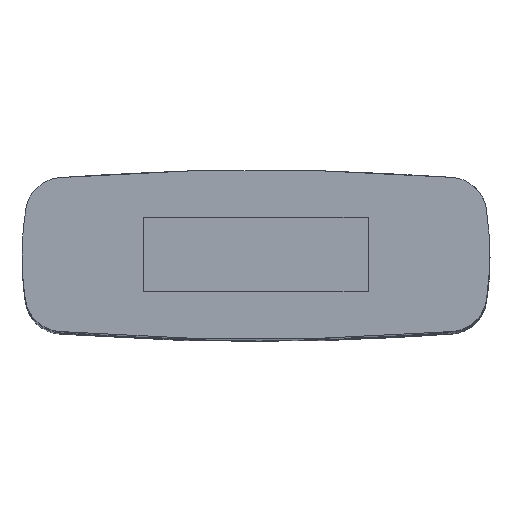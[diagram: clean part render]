
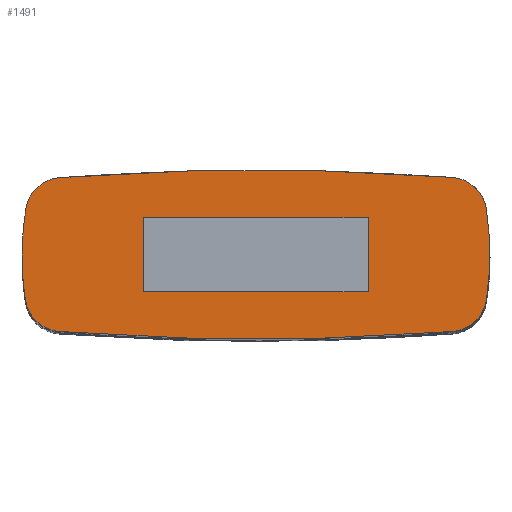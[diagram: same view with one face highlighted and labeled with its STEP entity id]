
A CAD part, top view. The second image highlights one B-rep face of the part: STEP entity #1491.
In plain terms, the highlighted planar face has unit normal (0, 0, 1).
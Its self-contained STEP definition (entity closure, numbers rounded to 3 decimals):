
#32=CARTESIAN_POINT('',(26.251,10.296,200.));
#33=VERTEX_POINT('',#32);
#225=CARTESIAN_POINT('',(-26.186,10.273,200.));
#226=VERTEX_POINT('',#225);
#233=CARTESIAN_POINT('',(0.179,-332.907,200.));
#234=DIRECTION('',(0.,0.,1.));
#235=DIRECTION('',(1.,0.,-0.));
#236=AXIS2_PLACEMENT_3D('',#233,#234,#235);
#237=CIRCLE('',#236,344.192);
#238=EDGE_CURVE('',#33,#226,#237,.T.);
#349=CARTESIAN_POINT('',(26.269,-10.306,200.));
#350=VERTEX_POINT('',#349);
#357=CARTESIAN_POINT('',(-26.251,-10.307,200.));
#358=VERTEX_POINT('',#357);
#359=CARTESIAN_POINT('',(-0.,332.859,200.));
#360=DIRECTION('',(0.,0.,1.));
#361=DIRECTION('',(1.,0.,-0.));
#362=AXIS2_PLACEMENT_3D('',#359,#360,#361);
#363=CIRCLE('',#362,344.169);
#364=EDGE_CURVE('',#358,#350,#363,.T.);
#468=CARTESIAN_POINT('',(-31.259,-0.226,200.));
#469=VERTEX_POINT('',#468);
#476=CARTESIAN_POINT('',(-30.735,6.109,200.));
#477=VERTEX_POINT('',#476);
#478=CARTESIAN_POINT('',(7.319,-0.226,200.));
#479=DIRECTION('',(0.,0.,1.));
#480=DIRECTION('',(1.,0.,-0.));
#481=AXIS2_PLACEMENT_3D('',#478,#479,#480);
#482=CIRCLE('',#481,38.578);
#483=EDGE_CURVE('',#477,#469,#482,.T.);
#535=CARTESIAN_POINT('',(-25.803,5.288,200.));
#536=DIRECTION('',(0.,0.,1.));
#537=DIRECTION('',(1.,0.,-0.));
#538=AXIS2_PLACEMENT_3D('',#535,#536,#537);
#539=CIRCLE('',#538,5.);
#540=EDGE_CURVE('',#226,#477,#539,.T.);
#601=CARTESIAN_POINT('',(-30.812,-6.081,200.));
#602=VERTEX_POINT('',#601);
#617=CARTESIAN_POINT('',(-25.87,-5.322,200.));
#618=DIRECTION('',(0.,0.,1.));
#619=DIRECTION('',(1.,0.,-0.));
#620=AXIS2_PLACEMENT_3D('',#617,#618,#619);
#621=CIRCLE('',#620,5.);
#622=EDGE_CURVE('',#602,#358,#621,.T.);
#1296=CARTESIAN_POINT('',(30.826,-6.104,200.));
#1297=VERTEX_POINT('',#1296);
#1318=CARTESIAN_POINT('',(30.808,6.108,200.));
#1319=VERTEX_POINT('',#1318);
#1326=CARTESIAN_POINT('',(-7.32,-0.054,200.));
#1327=DIRECTION('',(0.,0.,1.));
#1328=DIRECTION('',(1.,0.,-0.));
#1329=AXIS2_PLACEMENT_3D('',#1326,#1327,#1328);
#1330=CIRCLE('',#1329,38.623);
#1331=EDGE_CURVE('',#1297,#1319,#1330,.T.);
#1374=CARTESIAN_POINT('',(25.888,-5.321,200.));
#1375=DIRECTION('',(0.,0.,1.));
#1376=DIRECTION('',(1.,0.,-0.));
#1377=AXIS2_PLACEMENT_3D('',#1374,#1375,#1376);
#1378=CIRCLE('',#1377,5.);
#1379=EDGE_CURVE('',#350,#1297,#1378,.T.);
#1425=CARTESIAN_POINT('',(25.872,5.31,200.));
#1426=DIRECTION('',(0.,0.,1.));
#1427=DIRECTION('',(1.,0.,-0.));
#1428=AXIS2_PLACEMENT_3D('',#1425,#1426,#1427);
#1429=CIRCLE('',#1428,5.);
#1430=EDGE_CURVE('',#1319,#33,#1429,.T.);
#1435=CARTESIAN_POINT('',(0.,0.,200.));
#1436=DIRECTION('',(0.,0.,1.));
#1437=DIRECTION('',(1.,0.,0.));
#1438=AXIS2_PLACEMENT_3D('',#1435,#1436,#1437);
#1439=PLANE('',#1438);
#1440=CARTESIAN_POINT('',(-15.,-5.,200.));
#1441=VERTEX_POINT('',#1440);
#1442=CARTESIAN_POINT('',(15.,-5.,200.));
#1443=VERTEX_POINT('',#1442);
#1444=CARTESIAN_POINT('',(-15.,-5.,200.));
#1445=DIRECTION('',(1.,0.,-0.));
#1446=VECTOR('',#1445,30.);
#1447=LINE('',#1444,#1446);
#1448=EDGE_CURVE('',#1441,#1443,#1447,.T.);
#1449=ORIENTED_EDGE('',*,*,#1448,.F.);
#1450=CARTESIAN_POINT('',(-15.,5.,200.));
#1451=VERTEX_POINT('',#1450);
#1452=CARTESIAN_POINT('',(-15.,5.,200.));
#1453=DIRECTION('',(0.,-1.,0.));
#1454=VECTOR('',#1453,10.);
#1455=LINE('',#1452,#1454);
#1456=EDGE_CURVE('',#1451,#1441,#1455,.T.);
#1457=ORIENTED_EDGE('',*,*,#1456,.F.);
#1458=CARTESIAN_POINT('',(15.,5.,200.));
#1459=VERTEX_POINT('',#1458);
#1460=CARTESIAN_POINT('',(15.,5.,200.));
#1461=DIRECTION('',(-1.,0.,0.));
#1462=VECTOR('',#1461,30.);
#1463=LINE('',#1460,#1462);
#1464=EDGE_CURVE('',#1459,#1451,#1463,.T.);
#1465=ORIENTED_EDGE('',*,*,#1464,.F.);
#1466=CARTESIAN_POINT('',(15.,-5.,200.));
#1467=DIRECTION('',(0.,1.,0.));
#1468=VECTOR('',#1467,10.);
#1469=LINE('',#1466,#1468);
#1470=EDGE_CURVE('',#1443,#1459,#1469,.T.);
#1471=ORIENTED_EDGE('',*,*,#1470,.F.);
#1472=EDGE_LOOP('',(#1449,#1457,#1465,#1471));
#1473=FACE_BOUND('',#1472,.T.);
#1474=ORIENTED_EDGE('',*,*,#483,.T.);
#1475=CARTESIAN_POINT('',(7.319,-0.226,200.));
#1476=DIRECTION('',(0.,0.,1.));
#1477=DIRECTION('',(1.,0.,-0.));
#1478=AXIS2_PLACEMENT_3D('',#1475,#1476,#1477);
#1479=CIRCLE('',#1478,38.578);
#1480=EDGE_CURVE('',#469,#602,#1479,.T.);
#1481=ORIENTED_EDGE('',*,*,#1480,.T.);
#1482=ORIENTED_EDGE('',*,*,#622,.T.);
#1483=ORIENTED_EDGE('',*,*,#364,.T.);
#1484=ORIENTED_EDGE('',*,*,#1379,.T.);
#1485=ORIENTED_EDGE('',*,*,#1331,.T.);
#1486=ORIENTED_EDGE('',*,*,#1430,.T.);
#1487=ORIENTED_EDGE('',*,*,#238,.T.);
#1488=ORIENTED_EDGE('',*,*,#540,.T.);
#1489=EDGE_LOOP('',(#1474,#1481,#1482,#1483,#1484,#1485,#1486,#1487,#1488));
#1490=FACE_BOUND('',#1489,.T.);
#1491=ADVANCED_FACE('',(#1473,#1490),#1439,.T.);
